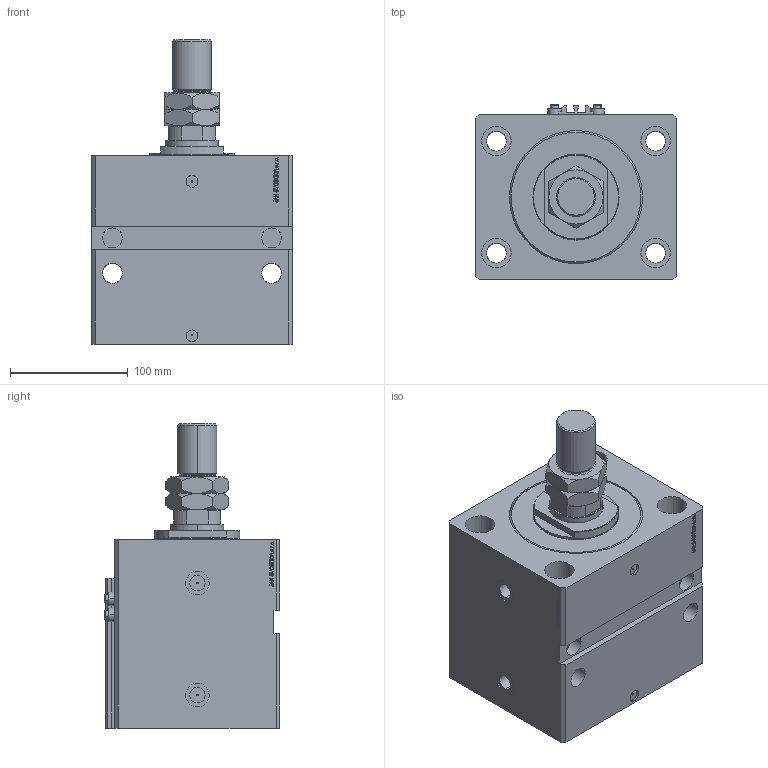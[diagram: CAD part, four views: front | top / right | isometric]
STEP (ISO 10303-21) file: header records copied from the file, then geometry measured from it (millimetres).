
FILE_DESCRIPTION (( 'STEP AP203' ), '1' );
FILE_NAME ('41b9.STEP', '2023-10-07T19:30:19', ( '' ), ( '' ), 'SwSTEP 2.0', 'SolidWorks 2019', '' );
FILE_SCHEMA (( 'CONFIG_CONTROL_DESIGN' ));
Products named in the file (6): V250CE_C_VCP e597f07608b5c83046105987c02bfa55; ALLEN BOLT V250CE e597f07608b5c83046105987c02bfa55; 41b9; V250CE_E_Body e597f07608b5c83046105987c02bfa55; V250CE_VC_E e597f07608b5c83046105987c02bfa55; MTA e597f07608b5c83046105987c02bfa55
Assembly tree (8 placements, depth 2):
  41b9
    V250CE_E_Body e597f07608b5c83046105987c02bfa55
    ALLEN BOLT V250CE e597f07608b5c83046105987c02bfa55  x4
    V250CE_C_VCP e597f07608b5c83046105987c02bfa55
    V250CE_VC_E e597f07608b5c83046105987c02bfa55
    MTA e597f07608b5c83046105987c02bfa55
Bounding box: 170 x 149 x 258 mm (x, y, z)
Volume: 3319129.5 mm3; surface area: 356662.5 mm2
Topology: 9 solids, 9 shells, 1172 faces, 2900 edges, 1869 vertices
Faces by surface type: plane 562, bspline 368, cylinder 142, cone 84, torus 16
Entity records: 50653 total; most frequent: CARTESIAN_POINT 26235, ORIENTED_EDGE 5490, DIRECTION 3659, EDGE_CURVE 2745, VERTEX_POINT 1785, VECTOR 1641, LINE 1641, EDGE_LOOP 1238
